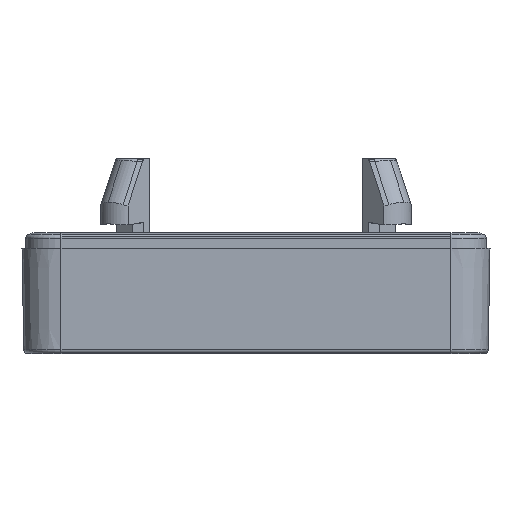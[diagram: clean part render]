
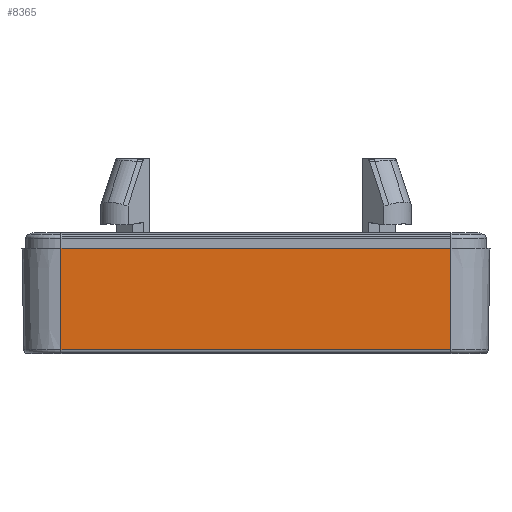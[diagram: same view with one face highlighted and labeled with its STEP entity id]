
A CAD part, left-side view. The second image highlights one B-rep face of the part: STEP entity #8365.
In plain terms, the highlighted planar face has unit normal (-1, 0, -0.018).
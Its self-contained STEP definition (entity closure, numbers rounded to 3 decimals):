
#18 = CARTESIAN_POINT ( 'NONE',  ( -73.773, 25., -13.009 ) ) ;
#672 = LINE ( 'NONE', #12874, #5395 ) ;
#869 = CARTESIAN_POINT ( 'NONE',  ( -74., -25., 0. ) ) ;
#1295 = VERTEX_POINT ( 'NONE', #869 ) ;
#1356 = EDGE_CURVE ( 'NONE', #7025, #8995, #7016, .T. ) ;
#1553 = ORIENTED_EDGE ( 'NONE', *, *, #4095, .F. ) ;
#1701 = ORIENTED_EDGE ( 'NONE', *, *, #2798, .F. ) ;
#1810 = FACE_OUTER_BOUND ( 'NONE', #11840, .T. ) ;
#1967 = VECTOR ( 'NONE', #2461, 1000. ) ;
#2461 = DIRECTION ( 'NONE',  ( 0., -1., 0. ) ) ;
#2713 = DIRECTION ( 'NONE',  ( 0., 1., 0. ) ) ;
#2774 = ORIENTED_EDGE ( 'NONE', *, *, #4289, .F. ) ;
#2798 = EDGE_CURVE ( 'NONE', #3159, #8995, #10486, .T. ) ;
#3159 = VERTEX_POINT ( 'NONE', #7769 ) ;
#3938 = CARTESIAN_POINT ( 'NONE',  ( -74., 25., 0. ) ) ;
#4095 = EDGE_CURVE ( 'NONE', #1295, #3159, #672, .T. ) ;
#4289 = EDGE_CURVE ( 'NONE', #7025, #1295, #10662, .T. ) ;
#4598 = VECTOR ( 'NONE', #2713, 1000. ) ;
#5395 = VECTOR ( 'NONE', #7806, 1000. ) ;
#5430 = CARTESIAN_POINT ( 'NONE',  ( -73.773, -25., -13.009 ) ) ;
#5904 = PLANE ( 'NONE',  #7008 ) ;
#6891 = CARTESIAN_POINT ( 'NONE',  ( -74., 25., 0. ) ) ;
#7008 = AXIS2_PLACEMENT_3D ( 'NONE', #7033, #7953, #11087 ) ;
#7016 = LINE ( 'NONE', #3938, #11436 ) ;
#7025 = VERTEX_POINT ( 'NONE', #6891 ) ;
#7033 = CARTESIAN_POINT ( 'NONE',  ( -74., 25., 0. ) ) ;
#7769 = CARTESIAN_POINT ( 'NONE',  ( -73.773, -25., -13.009 ) ) ;
#7806 = DIRECTION ( 'NONE',  ( 0.017, 0., -1. ) ) ;
#7953 = DIRECTION ( 'NONE',  ( 1., 0., 0.017 ) ) ;
#8365 = ADVANCED_FACE ( 'NONE', ( #1810 ), #5904, .F. ) ;
#8438 = ORIENTED_EDGE ( 'NONE', *, *, #1356, .T. ) ;
#8480 = CARTESIAN_POINT ( 'NONE',  ( -74., 25., 0. ) ) ;
#8995 = VERTEX_POINT ( 'NONE', #18 ) ;
#10486 = LINE ( 'NONE', #5430, #4598 ) ;
#10662 = LINE ( 'NONE', #8480, #1967 ) ;
#11087 = DIRECTION ( 'NONE',  ( 0., -1., 0. ) ) ;
#11436 = VECTOR ( 'NONE', #12074, 1000. ) ;
#11840 = EDGE_LOOP ( 'NONE', ( #1701, #1553, #2774, #8438 ) ) ;
#12074 = DIRECTION ( 'NONE',  ( 0.017, 0., -1. ) ) ;
#12874 = CARTESIAN_POINT ( 'NONE',  ( -74., -25., 0. ) ) ;
